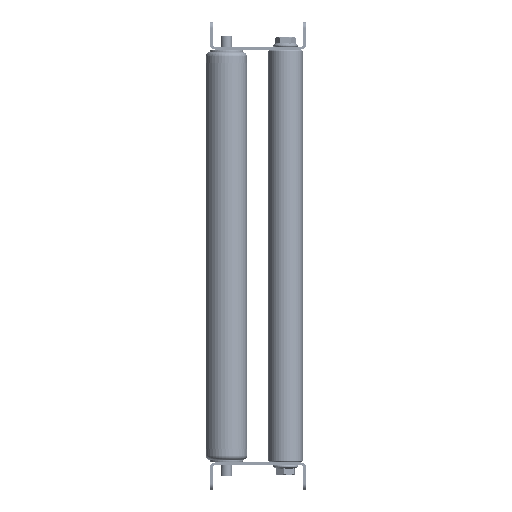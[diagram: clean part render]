
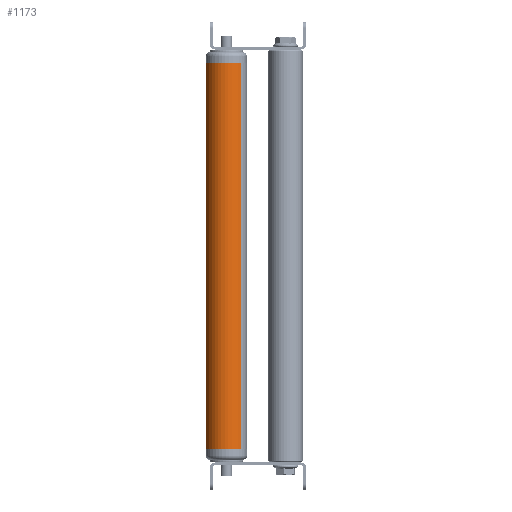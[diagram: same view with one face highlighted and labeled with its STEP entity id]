
A CAD part, left-side view. The second image highlights one B-rep face of the part: STEP entity #1173.
In plain terms, the highlighted cylindrical face has radius 15 mm (diameter 30 mm), a partial arc.
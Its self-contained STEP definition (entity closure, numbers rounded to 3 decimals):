
#387 = CARTESIAN_POINT ( 'NONE',  ( 0., 0., 15. ) ) ;
#718 = CARTESIAN_POINT ( 'NONE',  ( 280., 0., 15. ) ) ;
#753 = VERTEX_POINT ( 'NONE', #718 ) ;
#887 = CARTESIAN_POINT ( 'NONE',  ( 0., 0., -15. ) ) ;
#1075 = DIRECTION ( 'NONE',  ( -1., 0., 0. ) ) ;
#1173 = ADVANCED_FACE ( 'NONE', ( #18775 ), #9158, .T. ) ;
#1611 = DIRECTION ( 'NONE',  ( 0., 0., -1. ) ) ;
#1708 = CIRCLE ( 'NONE', #12417, 15. ) ;
#2764 = AXIS2_PLACEMENT_3D ( 'NONE', #9377, #1075, #15750 ) ;
#3006 = DIRECTION ( 'NONE',  ( 0., 0., -1. ) ) ;
#3883 = EDGE_LOOP ( 'NONE', ( #4882, #10689, #16352, #10175 ) ) ;
#4595 = LINE ( 'NONE', #11002, #17555 ) ;
#4882 = ORIENTED_EDGE ( 'NONE', *, *, #10517, .F. ) ;
#5709 = CARTESIAN_POINT ( 'NONE',  ( 280., 0., 0. ) ) ;
#8126 = DIRECTION ( 'NONE',  ( 1., 0., 0. ) ) ;
#9061 = AXIS2_PLACEMENT_3D ( 'NONE', #15783, #8126, #3006 ) ;
#9158 = CYLINDRICAL_SURFACE ( 'NONE', #2764, 15. ) ;
#9377 = CARTESIAN_POINT ( 'NONE',  ( 280., 0., 0. ) ) ;
#10175 = ORIENTED_EDGE ( 'NONE', *, *, #16335, .T. ) ;
#10517 = EDGE_CURVE ( 'NONE', #11933, #12243, #4595, .T. ) ;
#10689 = ORIENTED_EDGE ( 'NONE', *, *, #15453, .F. ) ;
#11002 = CARTESIAN_POINT ( 'NONE',  ( 280., 0., -15. ) ) ;
#11499 = CARTESIAN_POINT ( 'NONE',  ( 280., 0., 15. ) ) ;
#11933 = VERTEX_POINT ( 'NONE', #20509 ) ;
#12161 = VERTEX_POINT ( 'NONE', #387 ) ;
#12243 = VERTEX_POINT ( 'NONE', #887 ) ;
#12417 = AXIS2_PLACEMENT_3D ( 'NONE', #5709, #18885, #1611 ) ;
#12872 = EDGE_CURVE ( 'NONE', #753, #12161, #14856, .T. ) ;
#14856 = LINE ( 'NONE', #11499, #18271 ) ;
#15453 = EDGE_CURVE ( 'NONE', #753, #11933, #1708, .T. ) ;
#15750 = DIRECTION ( 'NONE',  ( 0., 0., 1. ) ) ;
#15783 = CARTESIAN_POINT ( 'NONE',  ( 0., 0., 0. ) ) ;
#16335 = EDGE_CURVE ( 'NONE', #12161, #12243, #19079, .T. ) ;
#16352 = ORIENTED_EDGE ( 'NONE', *, *, #12872, .T. ) ;
#17385 = DIRECTION ( 'NONE',  ( -1., 0., 0. ) ) ;
#17555 = VECTOR ( 'NONE', #17385, 1000. ) ;
#17869 = DIRECTION ( 'NONE',  ( -1., 0., 0. ) ) ;
#18271 = VECTOR ( 'NONE', #17869, 1000. ) ;
#18775 = FACE_OUTER_BOUND ( 'NONE', #3883, .T. ) ;
#18885 = DIRECTION ( 'NONE',  ( 1., 0., 0. ) ) ;
#19079 = CIRCLE ( 'NONE', #9061, 15. ) ;
#20509 = CARTESIAN_POINT ( 'NONE',  ( 280., 0., -15. ) ) ;
